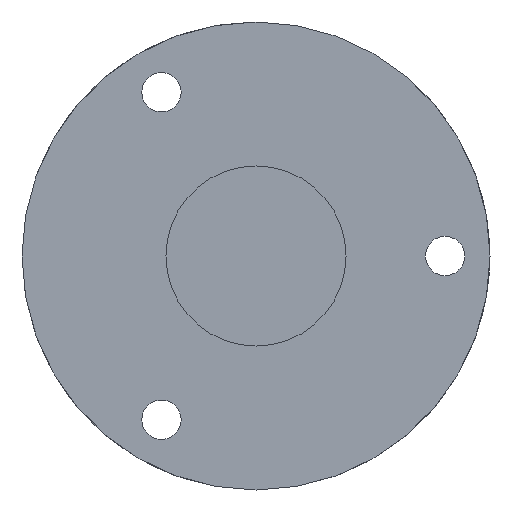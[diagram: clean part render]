
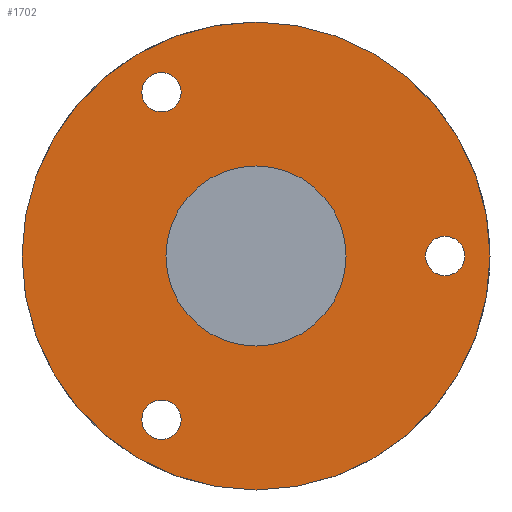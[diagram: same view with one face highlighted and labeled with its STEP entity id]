
A CAD part, front view. The second image highlights one B-rep face of the part: STEP entity #1702.
In plain terms, the highlighted planar face has unit normal (0, -1, 0).
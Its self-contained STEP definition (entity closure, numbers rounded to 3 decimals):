
#17 = CARTESIAN_POINT ( 'NONE',  ( -20.2, 0., 30.787 ) ) ;
#23 = EDGE_LOOP ( 'NONE', ( #862, #799 ) ) ;
#39 = ORIENTED_EDGE ( 'NONE', *, *, #278, .T. ) ;
#73 = DIRECTION ( 'NONE',  ( 0.866, 0., -0.5 ) ) ;
#98 = CIRCLE ( 'NONE', #1840, 19.25 ) ;
#125 = AXIS2_PLACEMENT_3D ( 'NONE', #989, #2227, #1672 ) ;
#126 = CARTESIAN_POINT ( 'NONE',  ( 0., 0., 0. ) ) ;
#134 = DIRECTION ( 'NONE',  ( 0., -1., 0. ) ) ;
#163 = VERTEX_POINT ( 'NONE', #1573 ) ;
#225 = EDGE_LOOP ( 'NONE', ( #1249, #2205 ) ) ;
#252 = CARTESIAN_POINT ( 'NONE',  ( 0., 0., -19.25 ) ) ;
#264 = CARTESIAN_POINT ( 'NONE',  ( 0., 0., 0. ) ) ;
#276 = FACE_BOUND ( 'NONE', #1882, .T. ) ;
#278 = EDGE_CURVE ( 'NONE', #1731, #423, #945, .T. ) ;
#299 = VERTEX_POINT ( 'NONE', #1272 ) ;
#338 = DIRECTION ( 'NONE',  ( 0., 0., -1. ) ) ;
#394 = AXIS2_PLACEMENT_3D ( 'NONE', #959, #792, #1648 ) ;
#405 = CIRCLE ( 'NONE', #125, 4.2 ) ;
#423 = VERTEX_POINT ( 'NONE', #1820 ) ;
#429 = AXIS2_PLACEMENT_3D ( 'NONE', #1236, #1411, #338 ) ;
#473 = AXIS2_PLACEMENT_3D ( 'NONE', #823, #483, #2075 ) ;
#480 = ORIENTED_EDGE ( 'NONE', *, *, #1969, .T. ) ;
#483 = DIRECTION ( 'NONE',  ( 0., 1., 0. ) ) ;
#531 = ORIENTED_EDGE ( 'NONE', *, *, #1197, .T. ) ;
#533 = DIRECTION ( 'NONE',  ( 0., 0., -1. ) ) ;
#539 = DIRECTION ( 'NONE',  ( 0., 1., 0. ) ) ;
#567 = VERTEX_POINT ( 'NONE', #252 ) ;
#580 = EDGE_LOOP ( 'NONE', ( #717, #480 ) ) ;
#598 = AXIS2_PLACEMENT_3D ( 'NONE', #1493, #2216, #73 ) ;
#645 = CARTESIAN_POINT ( 'NONE',  ( 0., 0., 19.25 ) ) ;
#648 = PLANE ( 'NONE',  #2181 ) ;
#655 = CIRCLE ( 'NONE', #429, 50. ) ;
#665 = EDGE_LOOP ( 'NONE', ( #39, #1604 ) ) ;
#669 = EDGE_CURVE ( 'NONE', #1687, #972, #405, .T. ) ;
#707 = VERTEX_POINT ( 'NONE', #645 ) ;
#717 = ORIENTED_EDGE ( 'NONE', *, *, #1591, .T. ) ;
#727 = CIRCLE ( 'NONE', #1180, 50. ) ;
#754 = DIRECTION ( 'NONE',  ( -0.866, 0., -0.5 ) ) ;
#761 = DIRECTION ( 'NONE',  ( -0.866, 0., -0.5 ) ) ;
#769 = DIRECTION ( 'NONE',  ( 0., 1., 0. ) ) ;
#792 = DIRECTION ( 'NONE',  ( 0., -1., 0. ) ) ;
#799 = ORIENTED_EDGE ( 'NONE', *, *, #1463, .F. ) ;
#823 = CARTESIAN_POINT ( 'NONE',  ( 40.4, 0., 0. ) ) ;
#862 = ORIENTED_EDGE ( 'NONE', *, *, #1647, .F. ) ;
#899 = EDGE_CURVE ( 'NONE', #1737, #299, #655, .T. ) ;
#932 = CARTESIAN_POINT ( 'NONE',  ( -20.2, 0., -34.987 ) ) ;
#937 = FACE_BOUND ( 'NONE', #580, .T. ) ;
#945 = CIRCLE ( 'NONE', #2255, 4.2 ) ;
#959 = CARTESIAN_POINT ( 'NONE',  ( 0., 0., 0. ) ) ;
#967 = AXIS2_PLACEMENT_3D ( 'NONE', #1961, #539, #2118 ) ;
#972 = VERTEX_POINT ( 'NONE', #17 ) ;
#989 = CARTESIAN_POINT ( 'NONE',  ( -20.2, 0., 34.987 ) ) ;
#1009 = DIRECTION ( 'NONE',  ( 0., 0., -1. ) ) ;
#1049 = CIRCLE ( 'NONE', #967, 4.2 ) ;
#1076 = CIRCLE ( 'NONE', #394, 19.25 ) ;
#1179 = CIRCLE ( 'NONE', #598, 4.2 ) ;
#1180 = AXIS2_PLACEMENT_3D ( 'NONE', #264, #1853, #2030 ) ;
#1197 = EDGE_CURVE ( 'NONE', #972, #1687, #1049, .T. ) ;
#1207 = FACE_BOUND ( 'NONE', #665, .T. ) ;
#1236 = CARTESIAN_POINT ( 'NONE',  ( 0., 0., 0. ) ) ;
#1249 = ORIENTED_EDGE ( 'NONE', *, *, #1950, .T. ) ;
#1272 = CARTESIAN_POINT ( 'NONE',  ( 0., 0., -50. ) ) ;
#1336 = EDGE_CURVE ( 'NONE', #423, #1731, #1541, .T. ) ;
#1396 = CARTESIAN_POINT ( 'NONE',  ( 40.4, 0., -4.2 ) ) ;
#1400 = CIRCLE ( 'NONE', #473, 4.2 ) ;
#1411 = DIRECTION ( 'NONE',  ( 0., -1., 0. ) ) ;
#1463 = EDGE_CURVE ( 'NONE', #707, #567, #1076, .T. ) ;
#1493 = CARTESIAN_POINT ( 'NONE',  ( 40.4, 0., 0. ) ) ;
#1541 = CIRCLE ( 'NONE', #1787, 4.2 ) ;
#1558 = CARTESIAN_POINT ( 'NONE',  ( 0., 0., 50. ) ) ;
#1573 = CARTESIAN_POINT ( 'NONE',  ( 40.4, 0., 4.2 ) ) ;
#1591 = EDGE_CURVE ( 'NONE', #1808, #163, #1400, .T. ) ;
#1598 = FACE_OUTER_BOUND ( 'NONE', #225, .T. ) ;
#1604 = ORIENTED_EDGE ( 'NONE', *, *, #1336, .T. ) ;
#1647 = EDGE_CURVE ( 'NONE', #567, #707, #98, .T. ) ;
#1648 = DIRECTION ( 'NONE',  ( 0., 0., -1. ) ) ;
#1672 = DIRECTION ( 'NONE',  ( 0., 0., 1. ) ) ;
#1687 = VERTEX_POINT ( 'NONE', #1887 ) ;
#1702 = ADVANCED_FACE ( 'NONE', ( #1872, #937, #1207, #276, #1598 ), #648, .T. ) ;
#1725 = ORIENTED_EDGE ( 'NONE', *, *, #669, .T. ) ;
#1731 = VERTEX_POINT ( 'NONE', #2261 ) ;
#1737 = VERTEX_POINT ( 'NONE', #1558 ) ;
#1787 = AXIS2_PLACEMENT_3D ( 'NONE', #932, #769, #761 ) ;
#1808 = VERTEX_POINT ( 'NONE', #1396 ) ;
#1820 = CARTESIAN_POINT ( 'NONE',  ( -20.2, 0., -30.787 ) ) ;
#1840 = AXIS2_PLACEMENT_3D ( 'NONE', #1858, #2228, #1009 ) ;
#1853 = DIRECTION ( 'NONE',  ( 0., -1., 0. ) ) ;
#1858 = CARTESIAN_POINT ( 'NONE',  ( 0., 0., 0. ) ) ;
#1872 = FACE_BOUND ( 'NONE', #23, .T. ) ;
#1882 = EDGE_LOOP ( 'NONE', ( #531, #1725 ) ) ;
#1887 = CARTESIAN_POINT ( 'NONE',  ( -20.2, 0., 39.187 ) ) ;
#1950 = EDGE_CURVE ( 'NONE', #299, #1737, #727, .T. ) ;
#1961 = CARTESIAN_POINT ( 'NONE',  ( -20.2, 0., 34.987 ) ) ;
#1969 = EDGE_CURVE ( 'NONE', #163, #1808, #1179, .T. ) ;
#2030 = DIRECTION ( 'NONE',  ( 0., 0., -1. ) ) ;
#2075 = DIRECTION ( 'NONE',  ( 0.866, 0., -0.5 ) ) ;
#2118 = DIRECTION ( 'NONE',  ( 0., 0., 1. ) ) ;
#2162 = DIRECTION ( 'NONE',  ( 0., 1., 0. ) ) ;
#2174 = CARTESIAN_POINT ( 'NONE',  ( -20.2, 0., -34.987 ) ) ;
#2181 = AXIS2_PLACEMENT_3D ( 'NONE', #126, #134, #533 ) ;
#2205 = ORIENTED_EDGE ( 'NONE', *, *, #899, .T. ) ;
#2216 = DIRECTION ( 'NONE',  ( 0., 1., 0. ) ) ;
#2227 = DIRECTION ( 'NONE',  ( 0., 1., 0. ) ) ;
#2228 = DIRECTION ( 'NONE',  ( 0., -1., 0. ) ) ;
#2255 = AXIS2_PLACEMENT_3D ( 'NONE', #2174, #2162, #754 ) ;
#2261 = CARTESIAN_POINT ( 'NONE',  ( -20.2, 0., -39.187 ) ) ;
